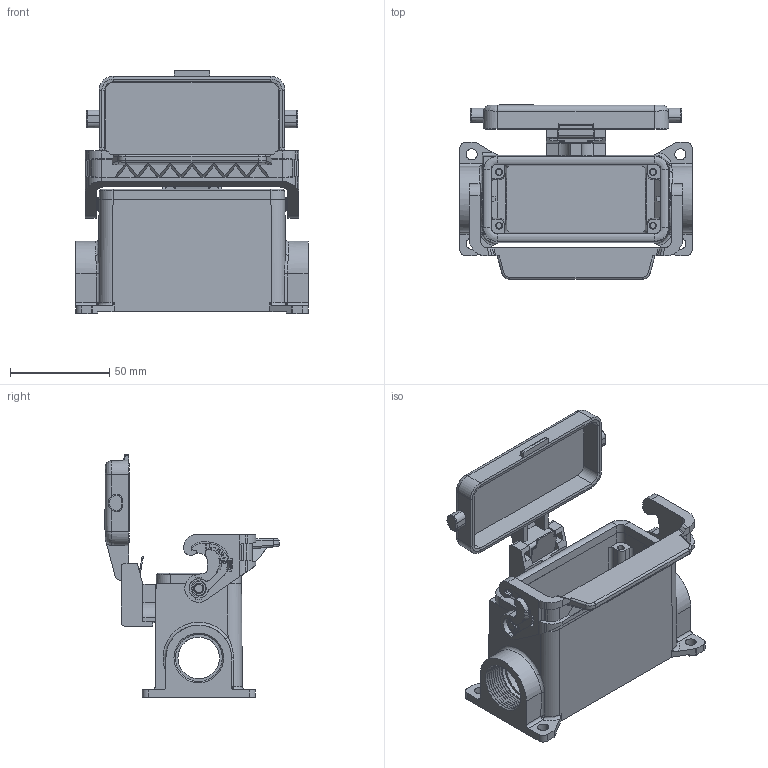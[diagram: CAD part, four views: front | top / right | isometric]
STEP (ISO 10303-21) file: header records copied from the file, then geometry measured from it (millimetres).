
FILE_DESCRIPTION(('Creo Elements/Direct Modeling STEP Export'),'2;1');
FILE_NAME('37jbk2e5ph56kb43060','2023-03-02T10:26:34',(''),(''),'Creo Elements/Direct Modeling STEP processor for AP214 (Solid Model)','Creo Elements/Direct Modeling 20.1B 02-Apr-2019 (C) Parametric Technology GmbH','');
FILE_SCHEMA(('AUTOMOTIVE_DESIGN { 1 0 10303 214 1 1 1 1 }'));
Products named in the file (2): MLP 16 LS225
Assembly tree (1 placements, depth 2):
  MLP 16 LS225
    MLP 16 LS225
Bounding box: 117 x 87.8 x 122.49 mm (x, y, z)
Volume: 135475.4 mm3; surface area: 80378 mm2
Topology: 1 solids, 1 shells, 1431 faces, 3813 edges, 2446 vertices
Faces by surface type: plane 818, cylinder 406, cone 96, torus 54, bspline 48, sphere 9
Entity records: 64777 total; most frequent: CARTESIAN_POINT 18290, ORIENTED_EDGE 7612, DIRECTION 6896, EDGE_CURVE 3806, VECTOR 2570, LINE 2570, VERTEX_POINT 2446, AXIS2_PLACEMENT_3D 2163
